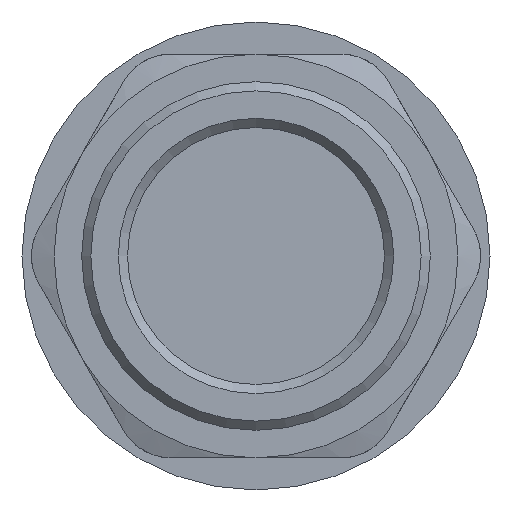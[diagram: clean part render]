
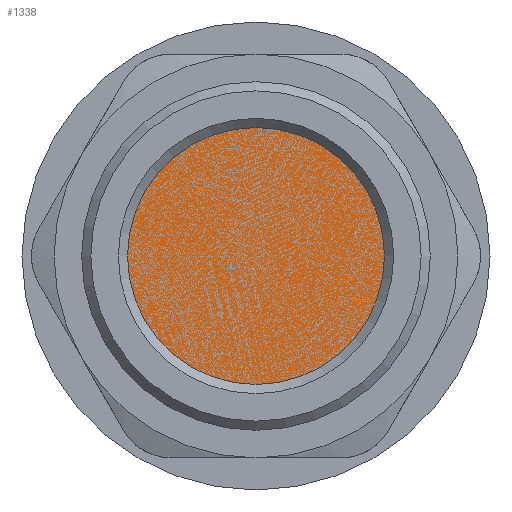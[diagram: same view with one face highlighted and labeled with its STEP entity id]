
A CAD part, front view. The second image highlights one B-rep face of the part: STEP entity #1338.
In plain terms, the highlighted planar face has unit normal (0, 1, 0).
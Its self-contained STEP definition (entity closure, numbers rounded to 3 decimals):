
#443=FACE_OUTER_BOUND('',#527,.T.);
#527=EDGE_LOOP('',(#1232));
#582=CIRCLE('',#1488,9.5);
#697=VERTEX_POINT('',#2537);
#876=EDGE_CURVE('',#697,#697,#582,.T.);
#1232=ORIENTED_EDGE('',*,*,#876,.T.);
#1262=PLANE('',#1487);
#1338=ADVANCED_FACE('',(#443),#1262,.T.);
#1487=AXIS2_PLACEMENT_3D('',#2536,#1822,#1823);
#1488=AXIS2_PLACEMENT_3D('',#2538,#1824,#1825);
#1822=DIRECTION('center_axis',(0.,1.,0.));
#1823=DIRECTION('ref_axis',(0.,0.,1.));
#1824=DIRECTION('center_axis',(0.,1.,0.));
#1825=DIRECTION('ref_axis',(-1.,0.,0.));
#2536=CARTESIAN_POINT('Origin',(-4.953,-3.248,0.));
#2537=CARTESIAN_POINT('',(-14.453,-3.248,0.));
#2538=CARTESIAN_POINT('Origin',(-4.953,-3.248,0.));
